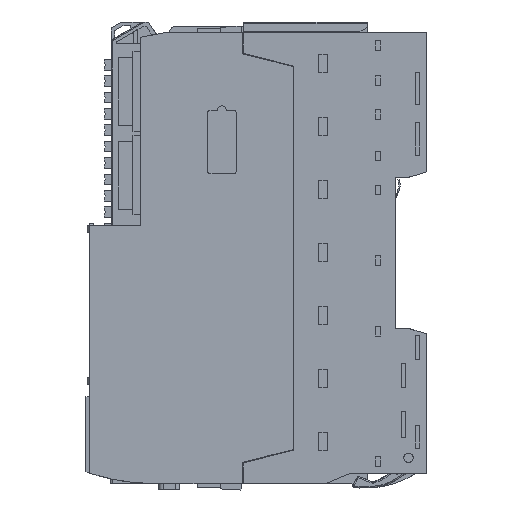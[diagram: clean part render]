
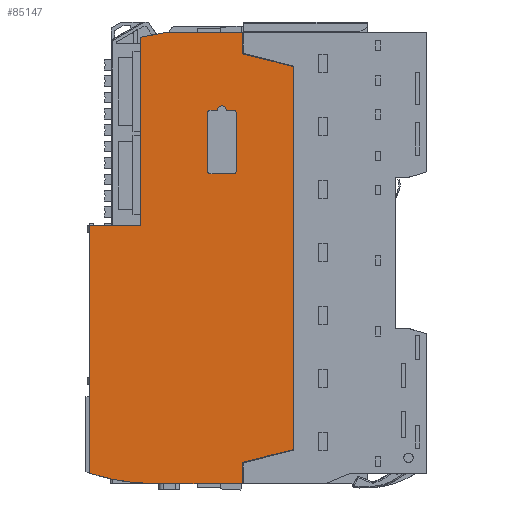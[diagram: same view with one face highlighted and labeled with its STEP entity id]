
A CAD part, left-side view. The second image highlights one B-rep face of the part: STEP entity #85147.
In plain terms, the highlighted planar face has unit normal (-1, 0, 0).
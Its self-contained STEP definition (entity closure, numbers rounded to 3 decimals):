
#22119=CARTESIAN_POINT('',(-69.85,41.5,33.5));
#22120=DIRECTION('',(-1.,0.,0.));
#22121=DIRECTION('',(0.,0.,1.));
#22122=AXIS2_PLACEMENT_3D('',#22119,#22120,#22121);
#22124=DIRECTION('',(0.,0.,-1.));
#22125=VECTOR('',#22124,14.2);
#22126=CARTESIAN_POINT('',(-69.85,42.011,33.5));
#22127=LINE('',#22126,#22125);
#22128=CARTESIAN_POINT('',(-69.85,41.5,19.3));
#22129=DIRECTION('',(-1.,0.,0.));
#22130=DIRECTION('',(0.,1.,0.));
#22131=AXIS2_PLACEMENT_3D('',#22128,#22129,#22130);
#22133=DIRECTION('',(0.,-1.,0.));
#22134=VECTOR('',#22133,5.7);
#22135=CARTESIAN_POINT('',(-69.85,41.5,18.789));
#22136=LINE('',#22135,#22134);
#22137=CARTESIAN_POINT('',(-69.85,35.8,19.3));
#22138=DIRECTION('',(-1.,0.,0.));
#22139=DIRECTION('',(0.,0.,-1.));
#22140=AXIS2_PLACEMENT_3D('',#22137,#22138,#22139);
#22142=DIRECTION('',(0.,0.,1.));
#22143=VECTOR('',#22142,14.2);
#22144=CARTESIAN_POINT('',(-69.85,35.289,19.3));
#22145=LINE('',#22144,#22143);
#22146=CARTESIAN_POINT('',(-69.85,35.8,33.5));
#22147=DIRECTION('',(-1.,0.,0.));
#22148=DIRECTION('',(0.,-1.,0.));
#22149=AXIS2_PLACEMENT_3D('',#22146,#22147,#22148);
#22151=DIRECTION('',(0.,1.,0.));
#22152=VECTOR('',#22151,1.585);
#22153=CARTESIAN_POINT('',(-69.85,35.8,34.011));
#22154=LINE('',#22153,#22152);
#22155=CARTESIAN_POINT('',(-69.85,37.385,34.3));
#22156=DIRECTION('',(-1.,0.,0.));
#22157=DIRECTION('',(0.,0.973,-0.231));
#22158=AXIS2_PLACEMENT_3D('',#22155,#22156,#22157);
#22160=CARTESIAN_POINT('',(-69.85,38.65,34.));
#22161=DIRECTION('',(-1.,0.,0.));
#22162=DIRECTION('',(0.,-0.973,0.231));
#22163=AXIS2_PLACEMENT_3D('',#22160,#22161,#22162);
#22165=CARTESIAN_POINT('',(-69.85,39.915,34.3));
#22166=DIRECTION('',(-1.,0.,0.));
#22167=DIRECTION('',(0.,0.,-1.));
#22168=AXIS2_PLACEMENT_3D('',#22165,#22166,#22167);
#22170=DIRECTION('',(0.,1.,0.));
#22171=VECTOR('',#22170,1.585);
#22172=CARTESIAN_POINT('',(-69.85,39.915,34.011));
#22173=LINE('',#22172,#22171);
#22174=DIRECTION('',(0.,1.,0.));
#22175=VECTOR('',#22174,0.035);
#22176=CARTESIAN_POINT('',(-69.85,33.715,-54.8));
#22177=LINE('',#22176,#22175);
#22178=DIRECTION('',(0.,0.,1.));
#22179=VECTOR('',#22178,0.2);
#22180=CARTESIAN_POINT('',(-69.85,33.75,-55.));
#22181=LINE('',#22180,#22179);
#22182=DIRECTION('',(0.,-1.,0.));
#22183=VECTOR('',#22182,20.443);
#22184=CARTESIAN_POINT('',(-69.85,54.193,-55.));
#22185=LINE('',#22184,#22183);
#22186=CARTESIAN_POINT('',(-69.85,54.193,-2.55));
#22187=DIRECTION('',(-1.,0.,0.));
#22188=DIRECTION('',(0.,0.304,-0.953));
#22189=AXIS2_PLACEMENT_3D('',#22186,#22187,#22188);
#22191=DIRECTION('',(0.,0.,-1.));
#22192=VECTOR('',#22191,59.014);
#22193=CARTESIAN_POINT('',(-69.85,70.15,6.5));
#22194=LINE('',#22193,#22192);
#22195=DIRECTION('',(0.,1.,0.));
#22196=VECTOR('',#22195,11.892);
#22197=CARTESIAN_POINT('',(-69.85,58.258,6.5));
#22198=LINE('',#22197,#22196);
#22199=CARTESIAN_POINT('',(-69.85,57.95,6.808));
#22200=CARTESIAN_POINT('',(-69.85,57.95,6.705));
#22201=CARTESIAN_POINT('',(-69.85,58.029,6.579));
#22202=CARTESIAN_POINT('',(-69.85,58.155,6.5));
#22203=CARTESIAN_POINT('',(-69.85,58.258,6.5));
#22205=DIRECTION('',(0.,0.,-1.));
#22206=VECTOR('',#22205,44.547);
#22207=CARTESIAN_POINT('',(-69.85,57.95,51.355));
#22208=LINE('',#22207,#22206);
#22209=DIRECTION('',(0.,0.981,-0.194));
#22210=VECTOR('',#22209,5.912);
#22211=CARTESIAN_POINT('',(-69.85,52.15,52.5));
#22212=LINE('',#22211,#22210);
#22213=DIRECTION('',(0.,1.,0.));
#22214=VECTOR('',#22213,18.44);
#22215=CARTESIAN_POINT('',(-69.85,33.71,52.5));
#22216=LINE('',#22215,#22214);
#22217=DIRECTION('',(0.,-0.97,-0.243));
#22218=VECTOR('',#22217,12.427);
#22219=CARTESIAN_POINT('',(-69.85,33.713,47.402));
#22220=LINE('',#22219,#22218);
#22221=DIRECTION('',(0.,0.,-1.));
#22222=VECTOR('',#22221,91.275);
#22223=CARTESIAN_POINT('',(-69.85,21.658,44.388));
#22224=LINE('',#22223,#22222);
#22225=DIRECTION('',(0.,0.97,-0.243));
#22226=VECTOR('',#22225,12.428);
#22227=CARTESIAN_POINT('',(-69.85,21.658,-46.888));
#22228=LINE('',#22227,#22226);
#22229=DIRECTION('',(0.,0.,1.));
#22230=VECTOR('',#22229,4.898);
#22231=CARTESIAN_POINT('',(-69.85,33.715,-54.8));
#22232=LINE('',#22231,#22230);
#22348=DIRECTION('',(0.,-0.001,1.));
#22349=VECTOR('',#22348,5.098);
#22350=CARTESIAN_POINT('',(-69.85,33.713,47.402));
#22351=LINE('',#22350,#22349);
#53667=CARTESIAN_POINT('',(-69.85,70.15,-52.514));
#53668=CARTESIAN_POINT('',(-69.85,54.193,-55.));
#53669=VERTEX_POINT('',#53667);
#53670=VERTEX_POINT('',#53668);
#53671=CARTESIAN_POINT('',(-69.85,52.15,52.5));
#53672=CARTESIAN_POINT('',(-69.85,57.95,51.355));
#53673=VERTEX_POINT('',#53671);
#53674=VERTEX_POINT('',#53672);
#53675=CARTESIAN_POINT('',(-69.85,57.95,6.808));
#53676=VERTEX_POINT('',#53675);
#53677=VERTEX_POINT('',#22203);
#53678=CARTESIAN_POINT('',(-69.85,70.15,6.5));
#53679=VERTEX_POINT('',#53678);
#53780=CARTESIAN_POINT('',(-69.85,41.5,34.011));
#53781=CARTESIAN_POINT('',(-69.85,42.011,33.5));
#53782=VERTEX_POINT('',#53780);
#53783=VERTEX_POINT('',#53781);
#53784=CARTESIAN_POINT('',(-69.85,42.011,19.3));
#53785=VERTEX_POINT('',#53784);
#53786=CARTESIAN_POINT('',(-69.85,41.5,18.789));
#53787=VERTEX_POINT('',#53786);
#53788=CARTESIAN_POINT('',(-69.85,35.8,18.789));
#53789=VERTEX_POINT('',#53788);
#53790=CARTESIAN_POINT('',(-69.85,35.289,19.3));
#53791=VERTEX_POINT('',#53790);
#53792=CARTESIAN_POINT('',(-69.85,35.289,33.5));
#53793=VERTEX_POINT('',#53792);
#53794=CARTESIAN_POINT('',(-69.85,35.8,34.011));
#53795=VERTEX_POINT('',#53794);
#53796=CARTESIAN_POINT('',(-69.85,37.385,34.011));
#53797=VERTEX_POINT('',#53796);
#53798=CARTESIAN_POINT('',(-69.85,37.666,34.233));
#53799=VERTEX_POINT('',#53798);
#53800=CARTESIAN_POINT('',(-69.85,39.634,34.233));
#53801=VERTEX_POINT('',#53800);
#53802=CARTESIAN_POINT('',(-69.85,39.915,34.011));
#53803=VERTEX_POINT('',#53802);
#54630=CARTESIAN_POINT('',(-69.85,33.71,52.5));
#54631=VERTEX_POINT('',#54630);
#55004=CARTESIAN_POINT('',(-69.85,33.713,47.402));
#55005=CARTESIAN_POINT('',(-69.85,21.658,44.388));
#55006=VERTEX_POINT('',#55004);
#55007=VERTEX_POINT('',#55005);
#55008=CARTESIAN_POINT('',(-69.85,21.658,-46.888));
#55009=VERTEX_POINT('',#55008);
#55010=CARTESIAN_POINT('',(-69.85,33.715,-49.902));
#55011=VERTEX_POINT('',#55010);
#55016=CARTESIAN_POINT('',(-69.85,33.715,-54.8));
#55017=CARTESIAN_POINT('',(-69.85,33.75,-54.8));
#55018=VERTEX_POINT('',#55016);
#55019=VERTEX_POINT('',#55017);
#55020=CARTESIAN_POINT('',(-69.85,33.75,-55.));
#55021=VERTEX_POINT('',#55020);
#85095=CARTESIAN_POINT('',(-69.85,0.,0.));
#85096=DIRECTION('',(-1.,0.,0.));
#85097=DIRECTION('',(0.,0.,1.));
#85098=AXIS2_PLACEMENT_3D('',#85095,#85096,#85097);
#85099=PLANE('',#85098);
#85100=ORIENTED_EDGE('',*,*,#77869,.T.);
#85101=ORIENTED_EDGE('',*,*,#77964,.F.);
#85102=ORIENTED_EDGE('',*,*,#72909,.F.);
#85103=ORIENTED_EDGE('',*,*,#78448,.F.);
#85104=ORIENTED_EDGE('',*,*,#82117,.F.);
#85105=ORIENTED_EDGE('',*,*,#82203,.F.);
#85106=ORIENTED_EDGE('',*,*,#82539,.F.);
#85107=ORIENTED_EDGE('',*,*,#82576,.F.);
#85108=ORIENTED_EDGE('',*,*,#81945,.F.);
#85109=ORIENTED_EDGE('',*,*,#76662,.F.);
#85111=ORIENTED_EDGE('',*,*,#85110,.F.);
#85113=ORIENTED_EDGE('',*,*,#85112,.T.);
#85115=ORIENTED_EDGE('',*,*,#85114,.T.);
#85117=ORIENTED_EDGE('',*,*,#85116,.T.);
#85118=ORIENTED_EDGE('',*,*,#85087,.F.);
#85119=EDGE_LOOP('',(#85100,#85101,#85102,#85103,#85104,#85105,#85106,#85107,
#85108,#85109,#85111,#85113,#85115,#85117,#85118));
#85120=FACE_OUTER_BOUND('',#85119,.F.);
#85122=ORIENTED_EDGE('',*,*,#85121,.T.);
#85124=ORIENTED_EDGE('',*,*,#85123,.T.);
#85126=ORIENTED_EDGE('',*,*,#85125,.T.);
#85128=ORIENTED_EDGE('',*,*,#85127,.T.);
#85130=ORIENTED_EDGE('',*,*,#85129,.T.);
#85132=ORIENTED_EDGE('',*,*,#85131,.T.);
#85134=ORIENTED_EDGE('',*,*,#85133,.T.);
#85136=ORIENTED_EDGE('',*,*,#85135,.T.);
#85138=ORIENTED_EDGE('',*,*,#85137,.F.);
#85140=ORIENTED_EDGE('',*,*,#85139,.T.);
#85142=ORIENTED_EDGE('',*,*,#85141,.F.);
#85144=ORIENTED_EDGE('',*,*,#85143,.T.);
#85145=EDGE_LOOP('',(#85122,#85124,#85126,#85128,#85130,#85132,#85134,#85136,
#85138,#85140,#85142,#85144));
#85146=FACE_BOUND('',#85145,.F.);
#85147=ADVANCED_FACE('',(#85120,#85146),#85099,.T.);
#22123=CIRCLE('',#22122,0.511);
#22132=CIRCLE('',#22131,0.511);
#22141=CIRCLE('',#22140,0.511);
#22150=CIRCLE('',#22149,0.511);
#22159=CIRCLE('',#22158,0.289);
#22164=CIRCLE('',#22163,1.011);
#22169=CIRCLE('',#22168,0.289);
#22190=CIRCLE('',#22189,52.45);
#22204=B_SPLINE_CURVE_WITH_KNOTS('',3,(#22199,#22200,#22201,#22202,#22203),
.UNSPECIFIED.,.F.,.F.,(4,1,4),(0.,0.5,1.),.UNSPECIFIED.);
#72909=EDGE_CURVE('',#53670,#55021,#22185,.T.);
#76662=EDGE_CURVE('',#54631,#53673,#22216,.T.);
#77869=EDGE_CURVE('',#55018,#55019,#22177,.T.);
#77964=EDGE_CURVE('',#55021,#55019,#22181,.T.);
#78448=EDGE_CURVE('',#53669,#53670,#22190,.T.);
#81945=EDGE_CURVE('',#53673,#53674,#22212,.T.);
#82117=EDGE_CURVE('',#53679,#53669,#22194,.T.);
#82203=EDGE_CURVE('',#53677,#53679,#22198,.T.);
#82539=EDGE_CURVE('',#53676,#53677,#22204,.T.);
#82576=EDGE_CURVE('',#53674,#53676,#22208,.T.);
#85087=EDGE_CURVE('',#55018,#55011,#22232,.T.);
#85110=EDGE_CURVE('',#55006,#54631,#22351,.T.);
#85112=EDGE_CURVE('',#55006,#55007,#22220,.T.);
#85114=EDGE_CURVE('',#55007,#55009,#22224,.T.);
#85116=EDGE_CURVE('',#55009,#55011,#22228,.T.);
#85121=EDGE_CURVE('',#53782,#53783,#22123,.T.);
#85123=EDGE_CURVE('',#53783,#53785,#22127,.T.);
#85125=EDGE_CURVE('',#53785,#53787,#22132,.T.);
#85127=EDGE_CURVE('',#53787,#53789,#22136,.T.);
#85129=EDGE_CURVE('',#53789,#53791,#22141,.T.);
#85131=EDGE_CURVE('',#53791,#53793,#22145,.T.);
#85133=EDGE_CURVE('',#53793,#53795,#22150,.T.);
#85135=EDGE_CURVE('',#53795,#53797,#22154,.T.);
#85137=EDGE_CURVE('',#53799,#53797,#22159,.T.);
#85139=EDGE_CURVE('',#53799,#53801,#22164,.T.);
#85141=EDGE_CURVE('',#53803,#53801,#22169,.T.);
#85143=EDGE_CURVE('',#53803,#53782,#22173,.T.);
